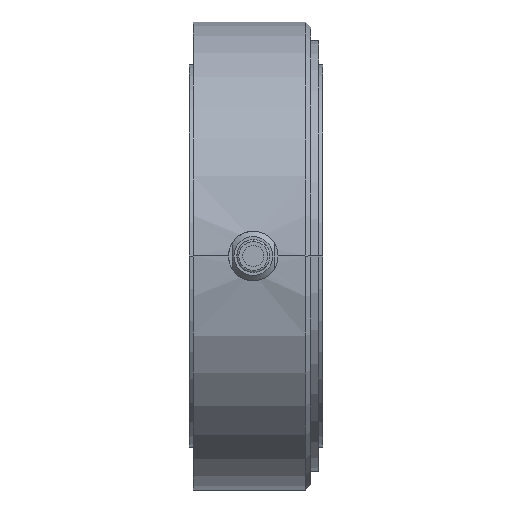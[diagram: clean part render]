
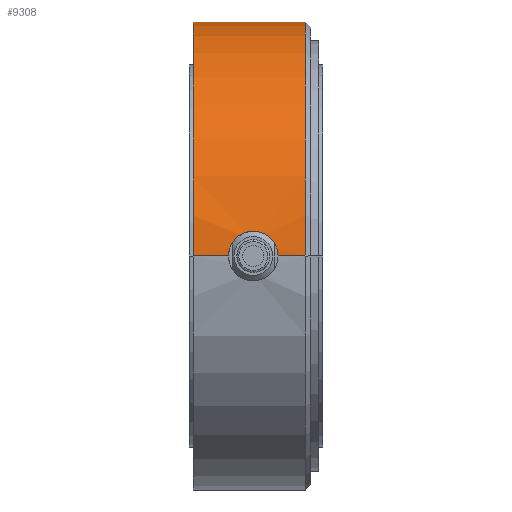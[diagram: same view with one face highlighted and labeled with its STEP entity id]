
A CAD part, left-side view. The second image highlights one B-rep face of the part: STEP entity #9308.
In plain terms, the highlighted cylindrical face has radius 22.225 mm (diameter 44.45 mm), a partial arc.
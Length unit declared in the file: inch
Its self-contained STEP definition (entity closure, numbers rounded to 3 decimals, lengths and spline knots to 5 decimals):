
#8581=CARTESIAN_POINT('',(0.,-0.0925,1.445));
#8582=VERTEX_POINT('',#8581);
#8591=CARTESIAN_POINT('',(0.,0.0925,1.445));
#8592=VERTEX_POINT('',#8591);
#9196=CARTESIAN_POINT('',(0.,-0.195,3.195));
#9197=VERTEX_POINT('',#9196);
#9206=CARTESIAN_POINT('',(0.,-0.195,1.445));
#9207=VERTEX_POINT('',#9206);
#9208=CARTESIAN_POINT('',(0.,-0.195,2.32));
#9209=DIRECTION('',(0.0,-1.0,0.0));
#9210=DIRECTION('',(0.0,0.0,1.0));
#9211=AXIS2_PLACEMENT_3D('',#9208,#9209,#9210);
#9212=CIRCLE('',#9211,0.875);
#9213=EDGE_CURVE('',#9197,#9207,#9212,.T.);
#9233=CARTESIAN_POINT('',(0.,0.15,2.32));
#9234=DIRECTION('',(0.,-1.0,0.0));
#9235=DIRECTION('',(0.0,0.0,-1.0));
#9236=AXIS2_PLACEMENT_3D('',#9233,#9234,#9235);
#9237=CYLINDRICAL_SURFACE('',#9236,0.875);
#9238=CARTESIAN_POINT('',(0.,-0.195,1.445));
#9239=DIRECTION('',(0.,1.0,0.));
#9240=VECTOR('',#9239,0.1025);
#9241=LINE('',#9238,#9240);
#9242=EDGE_CURVE('',#9207,#8582,#9241,.T.);
#9243=ORIENTED_EDGE('',*,*,#9242,.F.);
#9244=ORIENTED_EDGE('',*,*,#9213,.F.);
#9245=CARTESIAN_POINT('',(0.,0.225,3.195));
#9246=VERTEX_POINT('',#9245);
#9247=CARTESIAN_POINT('',(0.,-0.195,3.195));
#9248=DIRECTION('',(0.0,1.0,0.0));
#9249=VECTOR('',#9248,0.42);
#9250=LINE('',#9247,#9249);
#9251=EDGE_CURVE('',#9197,#9246,#9250,.T.);
#9252=ORIENTED_EDGE('',*,*,#9251,.T.);
#9253=CARTESIAN_POINT('',(0.,0.225,1.445));
#9254=VERTEX_POINT('',#9253);
#9255=CARTESIAN_POINT('',(0.,0.225,2.32));
#9256=DIRECTION('',(0.0,1.0,0.0));
#9257=DIRECTION('',(0.0,0.0,1.0));
#9258=AXIS2_PLACEMENT_3D('',#9255,#9256,#9257);
#9259=CIRCLE('',#9258,0.875);
#9260=EDGE_CURVE('',#9254,#9246,#9259,.T.);
#9261=ORIENTED_EDGE('',*,*,#9260,.F.);
#9262=CARTESIAN_POINT('',(0.,0.0925,1.445));
#9263=DIRECTION('',(0.,1.0,0.));
#9264=VECTOR('',#9263,0.1325);
#9265=LINE('',#9262,#9264);
#9266=EDGE_CURVE('',#8592,#9254,#9265,.T.);
#9267=ORIENTED_EDGE('',*,*,#9266,.F.);
#9268=CARTESIAN_POINT('',(0.,0.0625,1.445));
#9269=VERTEX_POINT('',#9268);
#9270=CARTESIAN_POINT('',(0.,0.0925,1.445));
#9271=DIRECTION('',(0.0,-1.0,0.0));
#9272=VECTOR('',#9271,0.03);
#9273=LINE('',#9270,#9272);
#9274=EDGE_CURVE('',#8592,#9269,#9273,.T.);
#9275=ORIENTED_EDGE('',*,*,#9274,.T.);
#9276=CARTESIAN_POINT('',(0.,-0.0625,1.445));
#9277=VERTEX_POINT('',#9276);
#9278=CARTESIAN_POINT('',(0.,-0.0625,1.445));
#9279=CARTESIAN_POINT('',(-0.00785,-0.0625,1.445));
#9280=CARTESIAN_POINT('',(-0.01622,-0.06093,1.44512));
#9281=CARTESIAN_POINT('',(-0.03162,-0.05455,1.44554));
#9282=CARTESIAN_POINT('',(-0.03865,-0.04974,1.44584));
#9283=CARTESIAN_POINT('',(-0.04974,-0.03865,1.4464));
#9284=CARTESIAN_POINT('',(-0.05455,-0.03162,1.4467));
#9285=CARTESIAN_POINT('',(-0.06093,-0.01622,1.44712));
#9286=CARTESIAN_POINT('',(-0.0625,-0.00785,1.44723));
#9287=CARTESIAN_POINT('',(-0.0625,0.,1.44723));
#9288=CARTESIAN_POINT('',(-0.0625,0.00785,1.44723));
#9289=CARTESIAN_POINT('',(-0.06093,0.01622,1.44712));
#9290=CARTESIAN_POINT('',(-0.05455,0.03162,1.4467));
#9291=CARTESIAN_POINT('',(-0.04974,0.03865,1.4464));
#9292=CARTESIAN_POINT('',(-0.03865,0.04974,1.44584));
#9293=CARTESIAN_POINT('',(-0.03162,0.05455,1.44554));
#9294=CARTESIAN_POINT('',(-0.01622,0.06093,1.44512));
#9295=CARTESIAN_POINT('',(-0.00785,0.0625,1.445));
#9296=CARTESIAN_POINT('',(0.,0.0625,1.445));
#9297=B_SPLINE_CURVE_WITH_KNOTS('',3,(#9278,#9279,#9280,#9281,#9282,#9283,#9284,#9285,#9286,#9287,#9288,#9289,#9290,#9291,#9292,#9293,#9294,#9295,#9296),.UNSPECIFIED.,.F.,.U.,(4,2,2,2,3,2,2,2,4),(0.28262,0.30617,0.32972,0.35327,0.37682,0.40038,0.42393,0.44748,0.47103),.UNSPECIFIED.);
#9298=EDGE_CURVE('',#9277,#9269,#9297,.T.);
#9299=ORIENTED_EDGE('',*,*,#9298,.F.);
#9300=CARTESIAN_POINT('',(0.,-0.0625,1.445));
#9301=DIRECTION('',(0.0,-1.0,0.0));
#9302=VECTOR('',#9301,0.03);
#9303=LINE('',#9300,#9302);
#9304=EDGE_CURVE('',#9277,#8582,#9303,.T.);
#9305=ORIENTED_EDGE('',*,*,#9304,.T.);
#9306=EDGE_LOOP('',(#9243,#9244,#9252,#9261,#9267,#9275,#9299,#9305));
#9307=FACE_OUTER_BOUND('',#9306,.T.);
#9308=ADVANCED_FACE('',(#9307),#9237,.T.);
